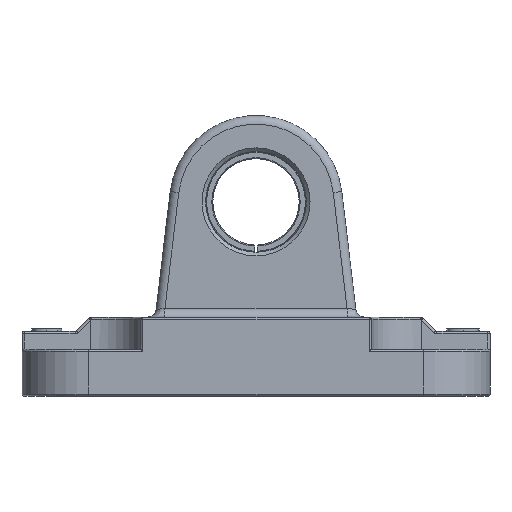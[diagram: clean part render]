
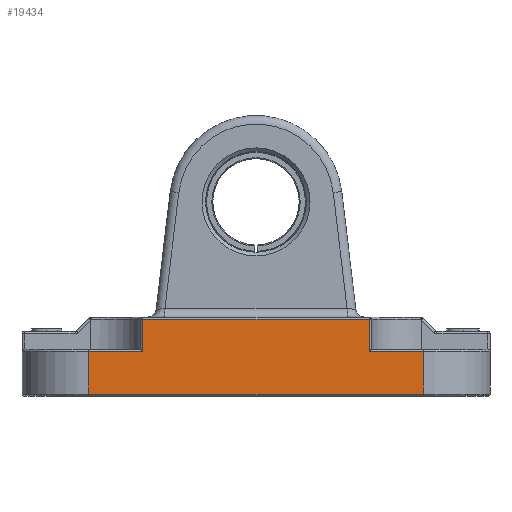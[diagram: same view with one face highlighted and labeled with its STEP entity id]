
A CAD part, left-side view. The second image highlights one B-rep face of the part: STEP entity #19434.
In plain terms, the highlighted planar face has unit normal (-1, 0, 0).
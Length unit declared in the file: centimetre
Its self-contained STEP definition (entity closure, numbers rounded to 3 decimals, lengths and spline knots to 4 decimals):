
#614=PLANE($,#20056);
#1609=FACE_OUTER_BOUND($,#2744,.T.);
#2744=EDGE_LOOP($,(#16963,#16964,#16965,#16966,#16967,#16968,#16969,#16970));
#4004=LINE($,#38747,#5309);
#4033=LINE($,#38880,#5338);
#4041=LINE($,#38907,#5346);
#4044=LINE($,#38920,#5349);
#4048=LINE($,#38943,#5353);
#4053=LINE($,#39061,#5358);
#4055=LINE($,#39067,#5360);
#4056=LINE($,#39068,#5361);
#5309=VECTOR($,#21927,0.45);
#5338=VECTOR($,#22082,0.755);
#5346=VECTOR($,#22116,3.14);
#5349=VECTOR($,#22131,0.45);
#5353=VECTOR($,#22161,0.755);
#5358=VECTOR($,#22216,0.59);
#5360=VECTOR($,#22222,0.59);
#5361=VECTOR($,#22223,4.65);
#8573=VERTEX_POINT($,#38681);
#8590=VERTEX_POINT($,#38736);
#8593=VERTEX_POINT($,#38746);
#8634=VERTEX_POINT($,#38878);
#8644=VERTEX_POINT($,#38919);
#8650=VERTEX_POINT($,#38938);
#8658=VERTEX_POINT($,#39060);
#8660=VERTEX_POINT($,#39066);
#11357=EDGE_CURVE($,#8593,#8590,#4004,.T.);
#11424=EDGE_CURVE($,#8634,#8593,#4033,.T.);
#11439=EDGE_CURVE($,#8590,#8573,#4041,.T.);
#11445=EDGE_CURVE($,#8573,#8644,#4044,.T.);
#11457=EDGE_CURVE($,#8644,#8650,#4048,.T.);
#11480=EDGE_CURVE($,#8658,#8650,#4053,.T.);
#11483=EDGE_CURVE($,#8660,#8634,#4055,.T.);
#11484=EDGE_CURVE($,#8658,#8660,#4056,.T.);
#16963=ORIENTED_EDGE($,*,*,#11457,.F.);
#16964=ORIENTED_EDGE($,*,*,#11445,.F.);
#16965=ORIENTED_EDGE($,*,*,#11439,.F.);
#16966=ORIENTED_EDGE($,*,*,#11357,.F.);
#16967=ORIENTED_EDGE($,*,*,#11424,.F.);
#16968=ORIENTED_EDGE($,*,*,#11483,.F.);
#16969=ORIENTED_EDGE($,*,*,#11484,.F.);
#16970=ORIENTED_EDGE($,*,*,#11480,.T.);
#19434=ADVANCED_FACE($,(#1609),#614,.T.);
#20056=AXIS2_PLACEMENT_3D($,#39065,#22220,#22221);
#21927=DIRECTION($,(0.,0.,1.));
#22082=DIRECTION($,(0.,-1.,0.));
#22116=DIRECTION($,(0.,-1.,0.));
#22131=DIRECTION($,(0.,0.,-1.));
#22161=DIRECTION($,(0.,-1.,0.));
#22216=DIRECTION($,(0.,0.,1.));
#22220=DIRECTION('center_axis',(-1.,0.,0.));
#22221=DIRECTION('ref_axis',(0.,0.,1.));
#22222=DIRECTION($,(0.,0.,1.));
#22223=DIRECTION($,(0.,1.,0.));
#38681=CARTESIAN_POINT('',(-3.25,-1.57,1.07));
#38736=CARTESIAN_POINT('',(-3.25,1.57,1.07));
#38746=CARTESIAN_POINT('',(-3.25,1.57,0.62));
#38747=CARTESIAN_POINT($,(-3.25,1.57,0.62));
#38878=CARTESIAN_POINT('',(-3.25,2.325,0.62));
#38880=CARTESIAN_POINT($,(-3.25,2.325,0.62));
#38907=CARTESIAN_POINT($,(-3.25,1.57,1.07));
#38919=CARTESIAN_POINT('',(-3.25,-1.57,0.62));
#38920=CARTESIAN_POINT($,(-3.25,-1.57,1.07));
#38938=CARTESIAN_POINT('',(-3.25,-2.325,0.62));
#38943=CARTESIAN_POINT($,(-3.25,-1.57,0.62));
#39060=CARTESIAN_POINT('',(-3.25,-2.325,0.03));
#39061=CARTESIAN_POINT($,(-3.25,-2.325,0.03));
#39065=CARTESIAN_POINT('Origin',(-3.25,-2.325,0.));
#39066=CARTESIAN_POINT('',(-3.25,2.325,0.03));
#39067=CARTESIAN_POINT($,(-3.25,2.325,0.03));
#39068=CARTESIAN_POINT($,(-3.25,-2.325,0.03));
